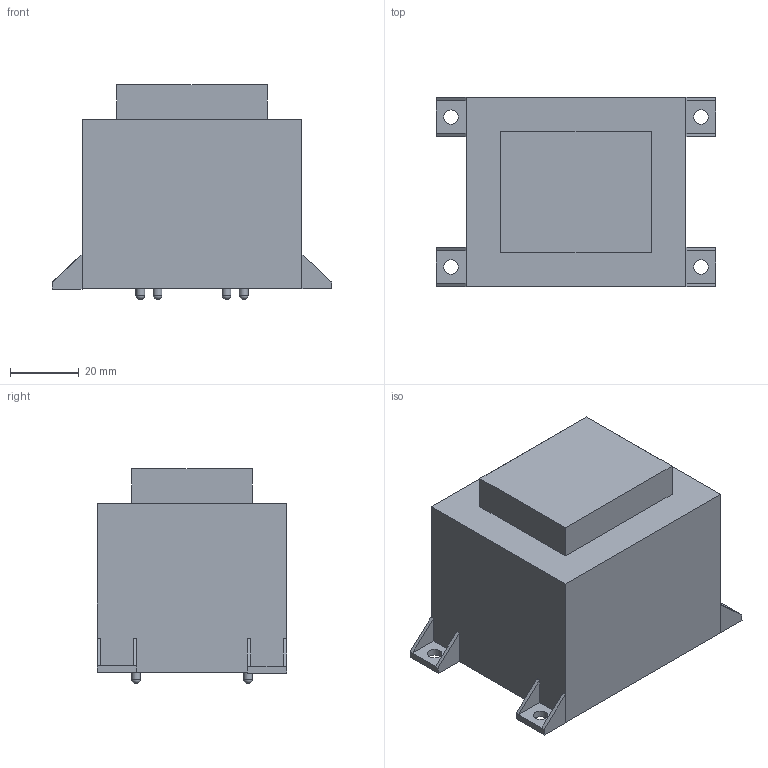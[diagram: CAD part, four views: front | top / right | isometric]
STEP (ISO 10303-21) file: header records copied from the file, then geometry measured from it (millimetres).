
FILE_DESCRIPTION(('FreeCAD Model'),'2;1');
FILE_NAME('Open CASCADE Shape Model','2021-05-01T21:07:50',('Author'),( ''),'Open CASCADE STEP processor 7.5','FreeCAD','Unknown');
FILE_SCHEMA(('AUTOMOTIVE_DESIGN { 1 0 10303 214 1 1 1 1 }'));
Length unit declared in the file: millimetre
Products named in the file (1): transformador-vcm_25_1_24
Bounding box: 81.2 x 55.02 x 62.2 mm (x, y, z)
Volume: 182933.8 mm3; surface area: 22397.3 mm2
Topology: 1 solids, 1 shells, 73 faces, 173 edges, 108 vertices
Faces by surface type: plane 61, cylinder 8, revolution 4
Full cylindrical faces by diameter (mm): 2.5 x4, 4.2 x4
Entity records: 2133 total; most frequent: CARTESIAN_POINT 395, ORIENTED_EDGE 346, DIRECTION 341, EDGE_CURVE 173, LINE 149, VECTOR 149, VERTEX_POINT 108, AXIS2_PLACEMENT_3D 94
